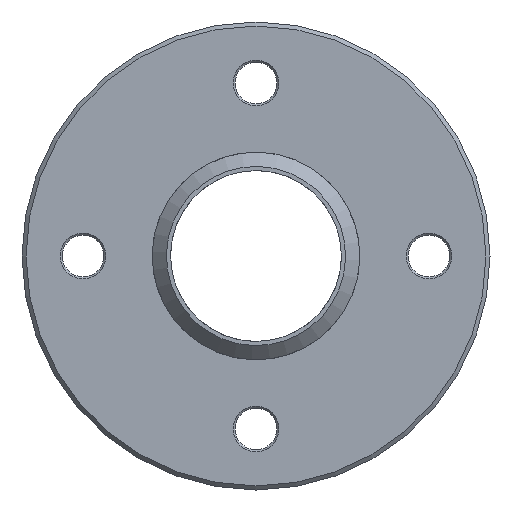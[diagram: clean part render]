
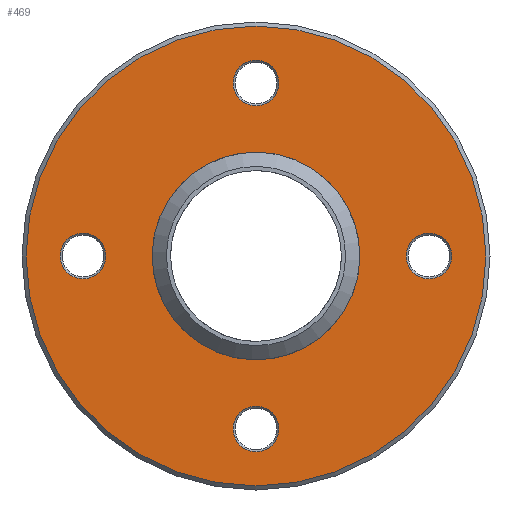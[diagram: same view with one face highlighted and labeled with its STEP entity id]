
A CAD part, front view. The second image highlights one B-rep face of the part: STEP entity #469.
In plain terms, the highlighted planar face has unit normal (0, -1, 0).
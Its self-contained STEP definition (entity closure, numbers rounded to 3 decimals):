
#30=FACE_BOUND('',#84,.T.);
#31=FACE_BOUND('',#85,.T.);
#32=FACE_BOUND('',#86,.T.);
#33=FACE_BOUND('',#87,.T.);
#34=FACE_BOUND('',#88,.T.);
#44=PLANE('',#529);
#54=FACE_OUTER_BOUND('',#83,.T.);
#83=EDGE_LOOP('',(#343));
#84=EDGE_LOOP('',(#344,#345));
#85=EDGE_LOOP('',(#346));
#86=EDGE_LOOP('',(#347));
#87=EDGE_LOOP('',(#348));
#88=EDGE_LOOP('',(#349));
#163=CIRCLE('',#514,25.5);
#164=CIRCLE('',#515,25.5);
#170=CIRCLE('',#524,5.625);
#174=CIRCLE('',#530,56.5);
#175=CIRCLE('',#531,5.625);
#176=CIRCLE('',#532,5.625);
#177=CIRCLE('',#533,5.625);
#208=VERTEX_POINT('',#758);
#209=VERTEX_POINT('',#759);
#215=VERTEX_POINT('',#777);
#219=VERTEX_POINT('',#789);
#220=VERTEX_POINT('',#791);
#221=VERTEX_POINT('',#793);
#222=VERTEX_POINT('',#795);
#253=EDGE_CURVE('',#208,#209,#163,.T.);
#254=EDGE_CURVE('',#209,#208,#164,.T.);
#262=EDGE_CURVE('',#215,#215,#170,.T.);
#268=EDGE_CURVE('',#219,#219,#174,.T.);
#269=EDGE_CURVE('',#220,#220,#175,.T.);
#270=EDGE_CURVE('',#221,#221,#176,.T.);
#271=EDGE_CURVE('',#222,#222,#177,.T.);
#343=ORIENTED_EDGE('',*,*,#268,.F.);
#344=ORIENTED_EDGE('',*,*,#253,.T.);
#345=ORIENTED_EDGE('',*,*,#254,.T.);
#346=ORIENTED_EDGE('',*,*,#269,.F.);
#347=ORIENTED_EDGE('',*,*,#270,.F.);
#348=ORIENTED_EDGE('',*,*,#271,.F.);
#349=ORIENTED_EDGE('',*,*,#262,.F.);
#469=ADVANCED_FACE('',(#54,#30,#31,#32,#33,#34),#44,.F.);
#514=AXIS2_PLACEMENT_3D('',#760,#590,#591);
#515=AXIS2_PLACEMENT_3D('',#761,#592,#593);
#524=AXIS2_PLACEMENT_3D('',#778,#612,#613);
#529=AXIS2_PLACEMENT_3D('',#788,#624,#625);
#530=AXIS2_PLACEMENT_3D('',#790,#626,#627);
#531=AXIS2_PLACEMENT_3D('',#792,#628,#629);
#532=AXIS2_PLACEMENT_3D('',#794,#630,#631);
#533=AXIS2_PLACEMENT_3D('',#796,#632,#633);
#590=DIRECTION('center_axis',(0.,1.,0.));
#591=DIRECTION('ref_axis',(1.,0.,0.));
#592=DIRECTION('center_axis',(0.,1.,0.));
#593=DIRECTION('ref_axis',(1.,0.,0.));
#612=DIRECTION('center_axis',(0.,-1.,0.));
#613=DIRECTION('ref_axis',(0.,0.,1.));
#624=DIRECTION('center_axis',(0.,1.,0.));
#625=DIRECTION('ref_axis',(0.,0.,1.));
#626=DIRECTION('center_axis',(0.,1.,0.));
#627=DIRECTION('ref_axis',(1.,0.,0.));
#628=DIRECTION('center_axis',(0.,-1.,0.));
#629=DIRECTION('ref_axis',(-1.,0.,0.));
#630=DIRECTION('center_axis',(0.,-1.,0.));
#631=DIRECTION('ref_axis',(1.,0.,0.));
#632=DIRECTION('center_axis',(0.,-1.,0.));
#633=DIRECTION('ref_axis',(0.,0.,-1.));
#758=CARTESIAN_POINT('',(25.5,0.,0.));
#759=CARTESIAN_POINT('',(-25.5,0.,0.));
#760=CARTESIAN_POINT('Origin',(0.,0.,0.));
#761=CARTESIAN_POINT('Origin',(0.,0.,0.));
#777=CARTESIAN_POINT('',(-42.5,0.,-5.625));
#778=CARTESIAN_POINT('Origin',(-42.5,0.,0.));
#788=CARTESIAN_POINT('Origin',(0.,0.,0.));
#789=CARTESIAN_POINT('',(-56.5,0.,0.));
#790=CARTESIAN_POINT('Origin',(0.,0.,0.));
#791=CARTESIAN_POINT('',(5.625,0.,-42.5));
#792=CARTESIAN_POINT('Origin',(0.,0.,-42.5));
#793=CARTESIAN_POINT('',(-5.625,0.,42.5));
#794=CARTESIAN_POINT('Origin',(0.,0.,42.5));
#795=CARTESIAN_POINT('',(42.5,0.,5.625));
#796=CARTESIAN_POINT('Origin',(42.5,0.,0.));
